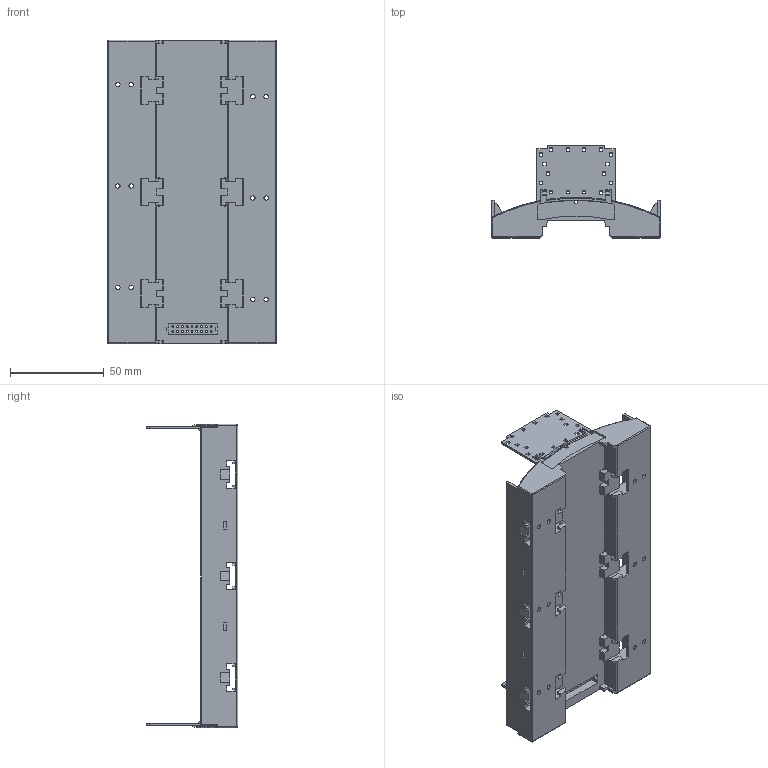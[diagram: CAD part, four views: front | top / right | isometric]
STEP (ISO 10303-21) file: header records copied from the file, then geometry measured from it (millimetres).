
FILE_DESCRIPTION(/* description */ (''),/* implementation_level */ '2;1');
FILE_NAME(/* name */ 'Phoenix Gehuse BC 161,6 UT.step',/* time_stamp */ '2024-06-17T09:28:39+02:00',/* author */ (''),/* organization */ (''),/* preprocessor_version */ 'ST-DEVELOPER v20',/* originating_system */ 'Autodesk Translation Framework v13.14.0.145',/* authorisation */ '');
FILE_SCHEMA (('AUTOMOTIVE_DESIGN { 1 0 10303 214 3 1 1 }'));
Length unit declared in the file: millimetre
Products named in the file (1): Phoenix Gehäuse  BC 161,6 OT U11 KMGY  + BC 161,6 UT HBUS BK
Bounding box: 89.7 x 48.9 x 161.6 mm (x, y, z)
Volume: 50650.5 mm3; surface area: 62886.3 mm2
Topology: 1 solids, 1 shells, 875 faces, 2730 edges, 1804 vertices
Faces by surface type: plane 743, cylinder 122, torus 6, sphere 4
Entity records: 30923 total; most frequent: CARTESIAN_POINT 6066, ORIENTED_EDGE 5452, DIRECTION 4724, EDGE_CURVE 2726, LINE 2456, VECTOR 2456, VERTEX_POINT 1804, AXIS2_PLACEMENT_3D 1134
